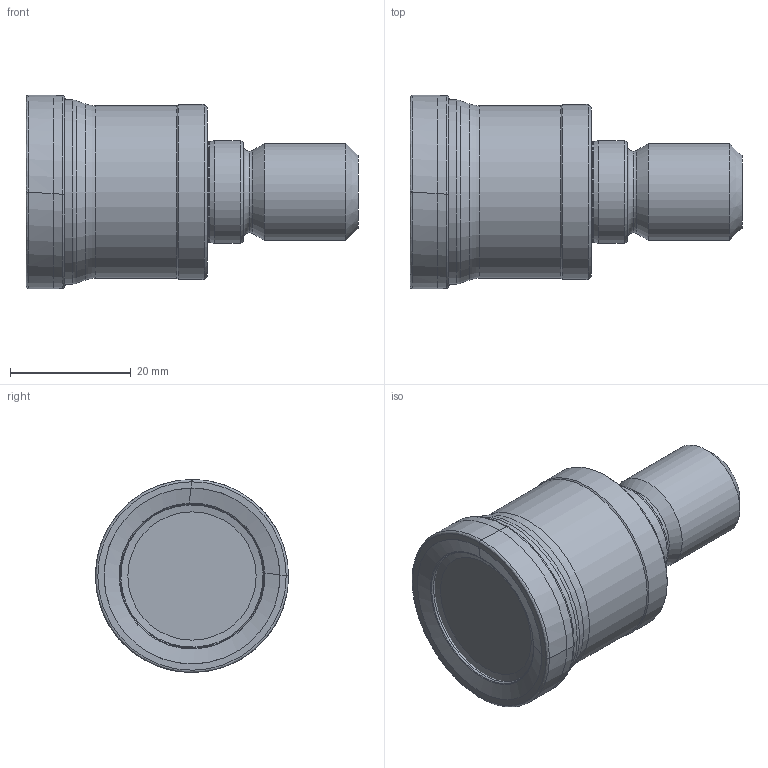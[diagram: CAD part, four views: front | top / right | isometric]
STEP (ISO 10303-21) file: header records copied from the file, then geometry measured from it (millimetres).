
FILE_DESCRIPTION(/* description */ (''),/* implementation_level */ '2;1');
FILE_NAME(/* name */ 'AHFM-ED0702-D32-M16-L30-Z08-H.stp',/* time_stamp */ '2023-10-18T17:56:09+03:00',/* author */ (''),/* organization */ (''),/* preprocessor_version */ 'ST-DEVELOPER v19.4',/* originating_system */ 'SIEMENS PLM Software NX2306.5001',/* authorisation */ '');
FILE_SCHEMA (('AUTOMOTIVE_DESIGN { 1 0 10303 214 3 1 1 1 }'));
Length unit declared in the file: millimetre
Products named in the file (1): AHFM-ED0702-D32-M16-L30-Z08-H-LIGHT_x_t_objects
Bounding box: 54.99 x 32.01 x 32.01 mm (x, y, z)
Volume: 26579.8 mm3; surface area: 7106 mm2
Topology: 2 solids, 2 shells, 58 faces, 111 edges, 57 vertices
Faces by surface type: bspline 32, cone 9, cylinder 7, torus 6, plane 4
Full cylindrical faces by diameter (mm): 13.5 x1, 16 x1, 16.6 x1, 17 x1, 28.6 x1, 29 x1, 30.5 x1
Entity records: 1692 total; most frequent: CARTESIAN_POINT 657, DIRECTION 212, ORIENTED_EDGE 178, AXIS2_PLACEMENT_3D 96, EDGE_CURVE 89, EDGE_LOOP 82, ADVANCED_FACE 58, CIRCLE 57
